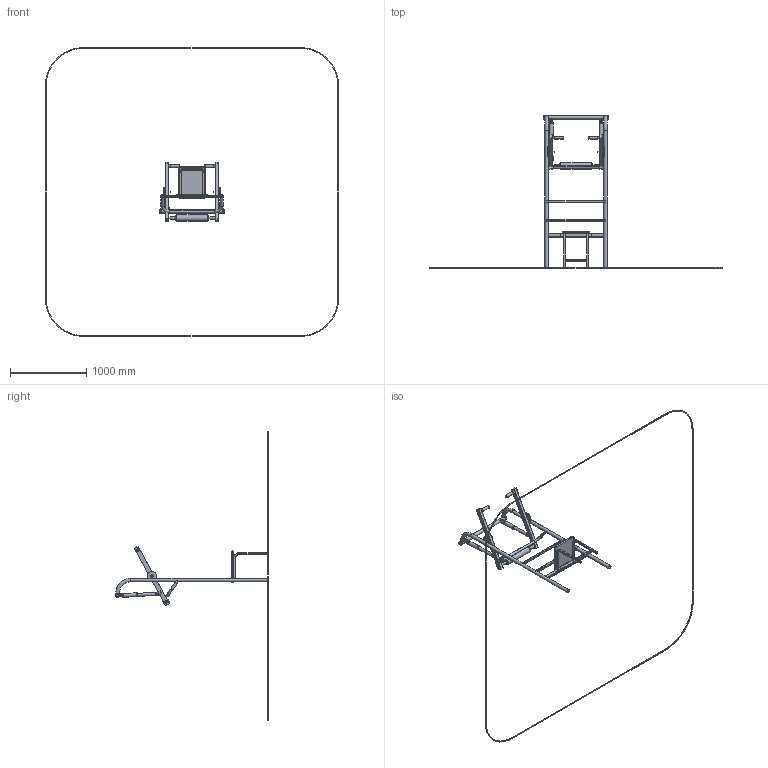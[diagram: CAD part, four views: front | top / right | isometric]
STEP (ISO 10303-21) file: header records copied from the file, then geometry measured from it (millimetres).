
FILE_DESCRIPTION(('STEP AP214'), '1');
FILE_NAME('òðåíàæåð_Æèì ñèäÿ', '', ('UNSPECIFIED'), ('UNSPECIFIED'), 'C3D Converter', 'C3D Toolkit', '');
FILE_SCHEMA(('AUTOMOTIVE_DESIGN { 1 0 10303 214 3 1 1}'));
Length unit declared in the file: millimetre
Products named in the file (35): УТ-13Н.1.14.00.00.00; УТ-13Н.1.14.01.00.00; УТ-13Н.1.14.01.01.00; УТ-13Н.1.14.01.01.02; УТ-13Н.1.14.01.01.07; КЧ-01М.1.01.00.01.04; УТ-13Н.1.14.01.01.05; УТ-13Н.1.14.01.01.04; УТ-13Н.1.14.01.01.03; УТ-13Н.1.14.01.01.01; УТ-13Н.1.14.01.01.06; УТ-13Н.1.14.02.00.00; УТ-13Н.1.14.02.01.00; УТ-13Н.1.14.02.01.01; УТ-13Н.1.14.02.01.02; УТ-13Н.1.14.02.01.03; УТ-13Н.1.14.02.00.01; УТ-13Н.1.14.00.01.00; УТ-13Н.1.14.00.01.01; УТ-13Н.1.14.00.01.02; УТ-13Н.1.14.03.00.00; УТ-13Н.1.14.03.01.00; УТ-13Н.1.14.03.01.07; УТ-13Н.1.14.03.01.06; УТ-13Н.1.14.03.01.02; УТ-13Н.1.14.03.01.01; УТ-13Н.1.14.03.01.03; УТ-07.1.14.02.00.01; 11110-2915402-00
Assembly tree (51 placements, depth 4):
  УТ-13Н.1.14.00.00.00
    УТ-13Н.1.14.01.00.00
      УТ-13Н.1.14.01.01.00
        УТ-13Н.1.14.01.01.02
        УТ-13Н.1.14.01.01.07  x2
        КЧ-01М.1.01.00.01.04  x2
        УТ-13Н.1.14.01.01.05
        УТ-13Н.1.14.01.01.04  x2
        УТ-13Н.1.14.01.01.03
        УТ-13Н.1.14.01.01.01
        УТ-13Н.1.14.01.01.01
        УТ-13Н.1.14.01.01.06  x2
      (unnamed)  x2
    УТ-13Н.1.14.02.00.00
      УТ-13Н.1.14.02.01.00
        УТ-13Н.1.14.02.01.01
        УТ-13Н.1.14.02.01.01
        УТ-13Н.1.14.02.01.02
        КЧ-01М.1.01.00.01.04  x2
        УТ-13Н.1.14.02.01.03
      УТ-13Н.1.14.02.00.01
    УТ-13Н.1.14.00.01.00  x2
      УТ-13Н.1.14.00.01.01
      УТ-13Н.1.14.00.01.02
    УТ-13Н.1.14.03.00.00
      УТ-13Н.1.14.03.01.00
        УТ-13Н.1.14.03.01.07
        УТ-13Н.1.14.03.01.06  x2
        УТ-13Н.1.14.03.01.02  x2
        УТ-13Н.1.14.03.01.01  x2
        УТ-13Н.1.14.03.01.03  x2
      УТ-07.1.14.02.00.01  x2
      (unnamed)  x4
    11110-2915402-00  x2
      (unnamed)
      (unnamed)
Bounding box: 3838 x 1996 x 3780.55 mm (x, y, z)
Volume: 13024124.1 mm3; surface area: 4656211.8 mm2
Topology: 42 solids, 42 shells, 487 faces, 1059 edges, 660 vertices
Faces by surface type: plane 260, cylinder 171, torus 34, bspline 16, cone 6
Full cylindrical faces by diameter (mm): 5 x2, 12 x2, 20 x2, 28.4 x7, 30 x2, 34 x9, 36 x4, 40 x11, 45 x2, 47 x7, 50 x2, 80 x1
Entity records: 16443 total; most frequent: CARTESIAN_POINT 4533, DIRECTION 1584, ORIENTED_EDGE 1264, EDGE_CURVE 632, AXIS2_PLACEMENT_3D 609, VERTEX_POINT 430, EDGE_LOOP 404, LINE 366
